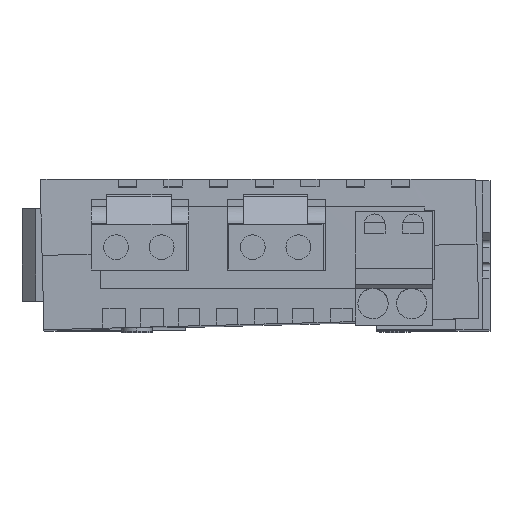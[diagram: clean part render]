
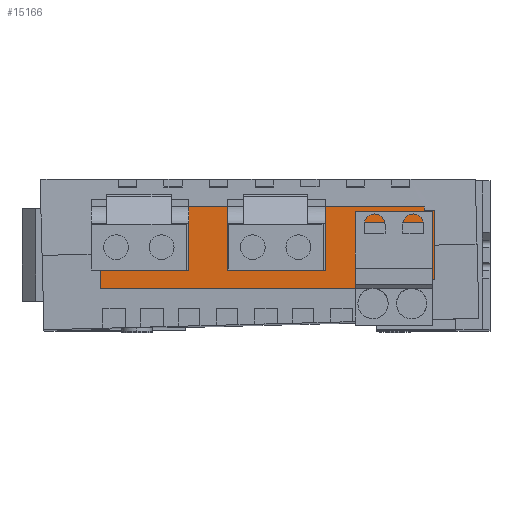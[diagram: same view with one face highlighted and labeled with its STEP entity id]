
A CAD part, top view. The second image highlights one B-rep face of the part: STEP entity #15166.
In plain terms, the highlighted planar face has unit normal (0, 0, 1).
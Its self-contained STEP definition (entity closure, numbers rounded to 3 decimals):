
#3804=DIRECTION('',(1.,0.026,0.));
#3805=VECTOR('',#3804,1.397);
#3806=CARTESIAN_POINT('',(20.85,6.718,-0.12));
#3807=LINE('',#3806,#3805);
#4073=DIRECTION('',(1.,0.026,0.));
#4074=VECTOR('',#4073,1.403);
#4075=CARTESIAN_POINT('',(20.85,15.892,-0.12));
#4076=LINE('',#4075,#4074);
#4077=DIRECTION('',(0.,-1.,0.013));
#4078=VECTOR('',#4077,0.508);
#4079=CARTESIAN_POINT('',(20.85,16.4,
-0.127));
#4080=LINE('',#4079,#4078);
#4143=DIRECTION('',(-1.,0.,0.));
#4144=VECTOR('',#4143,5.15);
#4145=CARTESIAN_POINT('',(-5.046,16.4,-0.12));
#4146=LINE('',#4145,#4144);
#4155=DIRECTION('',(-1.,0.,0.001));
#4156=VECTOR('',#4155,13.046);
#4157=CARTESIAN_POINT('',(20.85,16.4,
-0.127));
#4158=LINE('',#4157,#4156);
#4159=DIRECTION('',(0.,1.,0.));
#4160=VECTOR('',#4159,4.915);
#4161=CARTESIAN_POINT('',(11.759,7.47,
-0.12));
#4162=LINE('',#4161,#4160);
#4163=DIRECTION('',(-1.,0.,0.));
#4164=VECTOR('',#4163,10.16);
#4165=CARTESIAN_POINT('',(21.919,7.47,
-0.12));
#4166=LINE('',#4165,#4164);
#4167=DIRECTION('',(0.,1.,0.));
#4168=VECTOR('',#4167,4.915);
#4169=CARTESIAN_POINT('',(21.919,7.47,
-0.12));
#4170=LINE('',#4169,#4168);
#4171=DIRECTION('',(-1.,0.,0.));
#4172=VECTOR('',#4171,10.16);
#4173=CARTESIAN_POINT('',(21.919,12.385,-0.12));
#4174=LINE('',#4173,#4172);
#4175=DIRECTION('',(0.,-1.,0.));
#4176=VECTOR('',#4175,8.4);
#4177=CARTESIAN_POINT('',(-5.046,16.4,-0.12));
#4178=LINE('',#4177,#4176);
#4179=DIRECTION('',(-1.,0.,0.));
#4180=VECTOR('',#4179,12.85);
#4181=CARTESIAN_POINT('',(7.804,8.,
-0.12));
#4182=LINE('',#4181,#4180);
#4183=DIRECTION('',(0.,-1.,0.));
#4184=VECTOR('',#4183,8.4);
#4185=CARTESIAN_POINT('',(7.804,16.4,-0.12));
#4186=LINE('',#4185,#4184);
#4187=DIRECTION('',(0.001,1.,0.));
#4188=VECTOR('',#4187,2.4);
#4189=CARTESIAN_POINT('',(-21.85,5.6,-0.12));
#4190=LINE('',#4189,#4188);
#4191=DIRECTION('',(1.,0.,0.));
#4192=VECTOR('',#4191,11.652);
#4193=CARTESIAN_POINT('',(-21.848,8.,
-0.12));
#4194=LINE('',#4193,#4192);
#4195=DIRECTION('',(0.,-1.,0.));
#4196=VECTOR('',#4195,8.4);
#4197=CARTESIAN_POINT('',(-10.196,16.4,-0.12));
#4198=LINE('',#4197,#4196);
#5501=DIRECTION('',(0.001,1.,0.));
#5502=VECTOR('',#5501,9.174);
#5503=CARTESIAN_POINT('',(22.247,6.755,
-0.12));
#5504=LINE('',#5503,#5502);
#5505=DIRECTION('',(0.,-1.,0.));
#5506=VECTOR('',#5505,1.118);
#5507=CARTESIAN_POINT('',(20.85,6.718,-0.12));
#5508=LINE('',#5507,#5506);
#5509=DIRECTION('',(-1.,0.,0.));
#5510=VECTOR('',#5509,42.7);
#5511=CARTESIAN_POINT('',(20.85,5.6,-0.12));
#5512=LINE('',#5511,#5510);
#11056=CARTESIAN_POINT('',(20.85,6.718,-0.12));
#11057=CARTESIAN_POINT('',(22.247,6.755,
-0.12));
#11058=VERTEX_POINT('',#11056);
#11059=VERTEX_POINT('',#11057);
#11062=CARTESIAN_POINT('',(20.85,15.892,-0.12));
#11063=CARTESIAN_POINT('',(22.253,15.928,
-0.12));
#11064=VERTEX_POINT('',#11062);
#11065=VERTEX_POINT('',#11063);
#11066=CARTESIAN_POINT('',(20.85,16.4,
-0.127));
#11067=VERTEX_POINT('',#11066);
#11068=CARTESIAN_POINT('',(20.85,5.6,-0.12));
#11069=VERTEX_POINT('',#11068);
#11070=CARTESIAN_POINT('',(-21.85,5.6,-0.12));
#11071=VERTEX_POINT('',#11070);
#11122=CARTESIAN_POINT('',(11.759,7.47,
-0.12));
#11123=CARTESIAN_POINT('',(11.759,12.385,-0.12));
#11124=VERTEX_POINT('',#11122);
#11125=VERTEX_POINT('',#11123);
#11126=CARTESIAN_POINT('',(21.919,7.47,
-0.12));
#11127=CARTESIAN_POINT('',(21.919,12.385,-0.12));
#11128=VERTEX_POINT('',#11126);
#11129=VERTEX_POINT('',#11127);
#11190=CARTESIAN_POINT('',(-10.196,16.4,-0.12));
#11191=VERTEX_POINT('',#11190);
#11192=CARTESIAN_POINT('',(-10.196,8.,
-0.12));
#11193=VERTEX_POINT('',#11192);
#11194=CARTESIAN_POINT('',(-21.848,8.,
-0.12));
#11195=VERTEX_POINT('',#11194);
#11228=CARTESIAN_POINT('',(-5.046,16.4,-0.12));
#11229=VERTEX_POINT('',#11228);
#11230=CARTESIAN_POINT('',(7.804,16.4,-0.12));
#11231=VERTEX_POINT('',#11230);
#11232=CARTESIAN_POINT('',(-5.046,8.,
-0.12));
#11233=VERTEX_POINT('',#11232);
#11234=CARTESIAN_POINT('',(7.804,8.,
-0.12));
#11235=VERTEX_POINT('',#11234);
#15128=CARTESIAN_POINT('',(-21.85,5.194,
-0.12));
#15129=DIRECTION('',(0.,0.,-1.));
#15130=DIRECTION('',(1.,-0.001,0.));
#15131=AXIS2_PLACEMENT_3D('',#15128,#15129,#15130);
#15132=PLANE('',#15131);
#15133=ORIENTED_EDGE('',*,*,#15059,.T.);
#15135=ORIENTED_EDGE('',*,*,#15134,.F.);
#15136=ORIENTED_EDGE('',*,*,#15088,.F.);
#15137=ORIENTED_EDGE('',*,*,#15123,.F.);
#15138=ORIENTED_EDGE('',*,*,#15032,.T.);
#15139=ORIENTED_EDGE('',*,*,#15030,.T.);
#15141=ORIENTED_EDGE('',*,*,#15140,.F.);
#15142=ORIENTED_EDGE('',*,*,#14858,.F.);
#15144=ORIENTED_EDGE('',*,*,#15143,.T.);
#15146=ORIENTED_EDGE('',*,*,#15145,.T.);
#15148=ORIENTED_EDGE('',*,*,#15147,.T.);
#15150=ORIENTED_EDGE('',*,*,#15149,.T.);
#15152=ORIENTED_EDGE('',*,*,#15151,.F.);
#15153=ORIENTED_EDGE('',*,*,#15108,.F.);
#15154=EDGE_LOOP('',(#15133,#15135,#15136,#15137,#15138,#15139,#15141,#15142,
#15144,#15146,#15148,#15150,#15152,#15153));
#15155=FACE_OUTER_BOUND('',#15154,.F.);
#15157=ORIENTED_EDGE('',*,*,#15156,.F.);
#15159=ORIENTED_EDGE('',*,*,#15158,.F.);
#15161=ORIENTED_EDGE('',*,*,#15160,.T.);
#15163=ORIENTED_EDGE('',*,*,#15162,.T.);
#15164=EDGE_LOOP('',(#15157,#15159,#15161,#15163));
#15165=FACE_BOUND('',#15164,.F.);
#15166=ADVANCED_FACE('',(#15155,#15165),#15132,.F.);
#14858=EDGE_CURVE('',#11058,#11059,#3807,.T.);
#15030=EDGE_CURVE('',#11064,#11065,#4076,.T.);
#15032=EDGE_CURVE('',#11067,#11064,#4080,.T.);
#15059=EDGE_CURVE('',#11229,#11233,#4178,.T.);
#15088=EDGE_CURVE('',#11231,#11235,#4186,.T.);
#15108=EDGE_CURVE('',#11229,#11191,#4146,.T.);
#15123=EDGE_CURVE('',#11067,#11231,#4158,.T.);
#15134=EDGE_CURVE('',#11235,#11233,#4182,.T.);
#15140=EDGE_CURVE('',#11059,#11065,#5504,.T.);
#15143=EDGE_CURVE('',#11058,#11069,#5508,.T.);
#15145=EDGE_CURVE('',#11069,#11071,#5512,.T.);
#15147=EDGE_CURVE('',#11071,#11195,#4190,.T.);
#15149=EDGE_CURVE('',#11195,#11193,#4194,.T.);
#15151=EDGE_CURVE('',#11191,#11193,#4198,.T.);
#15156=EDGE_CURVE('',#11124,#11125,#4162,.T.);
#15158=EDGE_CURVE('',#11128,#11124,#4166,.T.);
#15160=EDGE_CURVE('',#11128,#11129,#4170,.T.);
#15162=EDGE_CURVE('',#11129,#11125,#4174,.T.);
